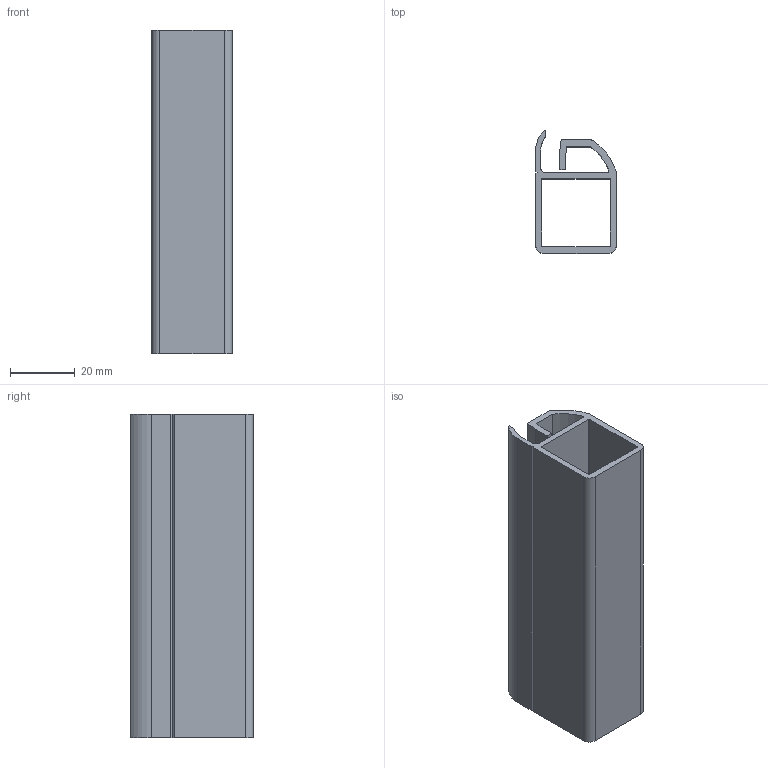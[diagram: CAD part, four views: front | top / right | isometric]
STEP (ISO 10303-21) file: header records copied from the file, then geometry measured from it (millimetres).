
FILE_DESCRIPTION(/* description */ ('PROFILO Q25 1V #4 S/GUARN ARGENTO'),/* implementation_level */ '2;1');
FILE_NAME(/* name */ 'BPRDD0000287.stp',/* time_stamp */ '2020-09-11T15:48:25+02:00',/* author */ ('tecnico5'),/* organization */ (''),/* preprocessor_version */ 'ST-DEVELOPER v17.2',/* originating_system */ 'Autodesk Inventor 2019',/* authorisation */ '');
FILE_SCHEMA (('AUTOMOTIVE_DESIGN { 1 0 10303 214 3 1 1 }'));
Length unit declared in the file: millimetre
Products named in the file (1): XB28425
Bounding box: 25 x 38 x 100 mm (x, y, z)
Volume: 25232.9 mm3; surface area: 26757.5 mm2
Topology: 1 solids, 1 shells, 44 faces, 126 edges, 84 vertices
Faces by surface type: plane 23, cylinder 21
Entity records: 1497 total; most frequent: DIRECTION 258, CARTESIAN_POINT 255, ORIENTED_EDGE 252, EDGE_CURVE 126, AXIS2_PLACEMENT_3D 87, LINE 84, VECTOR 84, VERTEX_POINT 84
